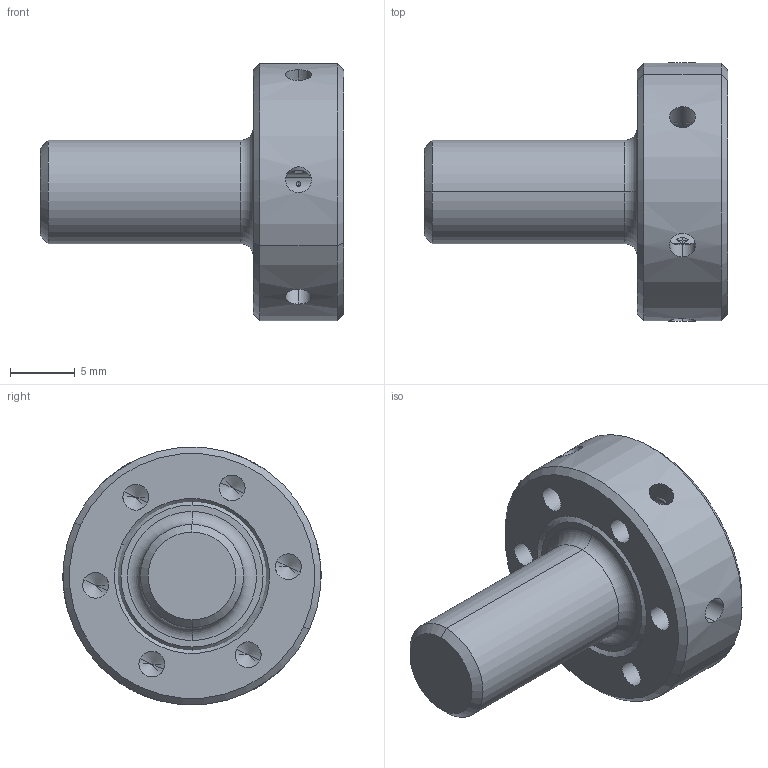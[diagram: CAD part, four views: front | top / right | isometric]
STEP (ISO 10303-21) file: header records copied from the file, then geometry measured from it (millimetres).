
FILE_DESCRIPTION (( 'STEP AP214' ), '1' );
FILE_NAME ('D16-ER1.K61.012.STEP', '2015-02-16T06:58:38', ( 'SWIAdmin' ), ( 'Hewlett-Packard Company' ), 'SwSTEP 2.0', 'SolidWorks 2012', '' );
FILE_SCHEMA (( 'AUTOMOTIVE_DESIGN' ));
Length unit declared in the file: millimetre
Products named in the file (3): D16-ER1.K62.007_A; D16-ER1.K63.012_A; D16-ER1.K61.012
Assembly tree (2 placements, depth 2):
  D16-ER1.K61.012
    D16-ER1.K63.012_A
    D16-ER1.K62.007_A
Bounding box: 23.5 x 20 x 19.94 mm (x, y, z)
Volume: 2877.3 mm3; surface area: 2201.3 mm2
Topology: 2 solids, 2 shells, 129 faces, 312 edges, 169 vertices
Faces by surface type: cone 58, cylinder 58, plane 11, torus 2
Entity records: 4048 total; most frequent: CARTESIAN_POINT 1201, ORIENTED_EDGE 572, DIRECTION 536, EDGE_CURVE 286, AXIS2_PLACEMENT_3D 216, VERTEX_POINT 169, EDGE_LOOP 151, ADVANCED_FACE 129
